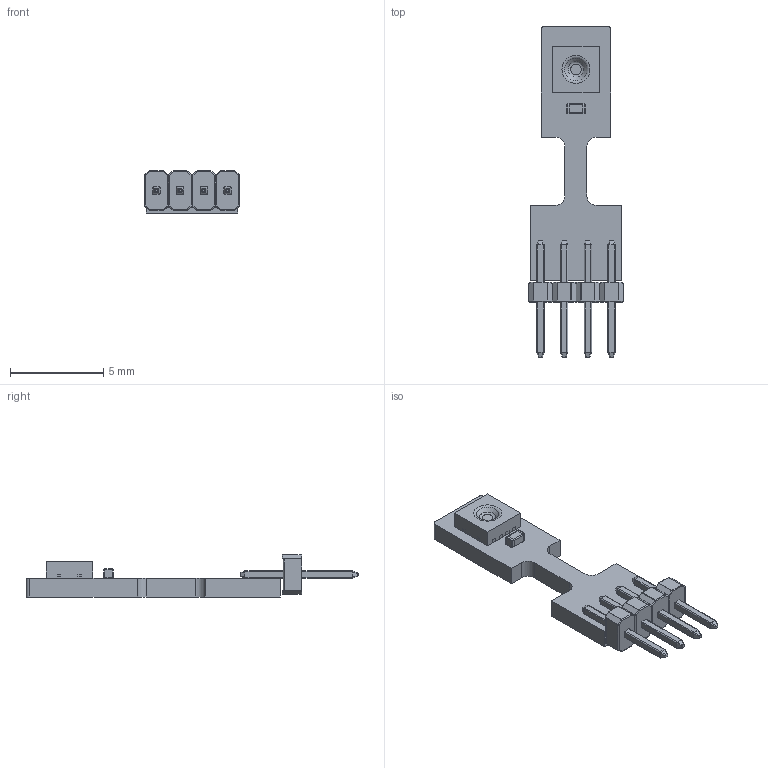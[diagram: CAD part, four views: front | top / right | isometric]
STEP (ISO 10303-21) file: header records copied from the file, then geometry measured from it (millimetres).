
FILE_DESCRIPTION (( 'STEP AP214' ), '1' );
FILE_NAME ('130708_2018-06-19.STEP', '2018-06-19T14:22:15', ( 'test' ), ( '' ), 'SwSTEP 2.0', 'SolidWorks 2017', '' );
FILE_SCHEMA (( 'AUTOMOTIVE_DESIGN' ));
Length unit declared in the file: millimetre
Products named in the file (1): 130708_2018-06-19
Bounding box: 5.08 x 17.78 x 2.25 mm (x, y, z)
Volume: 65.9 mm3; surface area: 242.3 mm2
Topology: 18 solids, 18 shells, 712 faces, 1595 edges, 860 vertices
Faces by surface type: cylinder 291, plane 234, bspline 186, cone 1
Full cylindrical faces by diameter (mm): 1.5 x1
Entity records: 29874 total; most frequent: CARTESIAN_POINT 7472, ORIENTED_EDGE 3038, DIRECTION 2851, EDGE_CURVE 1519, AXIS2_PLACEMENT_3D 1015, VERTEX_POINT 860, LINE 821, VECTOR 821
